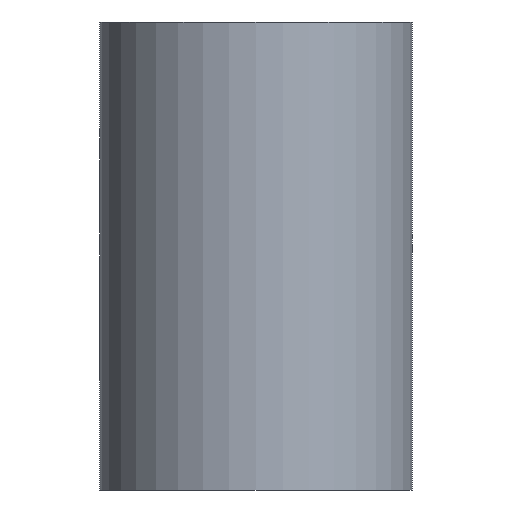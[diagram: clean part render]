
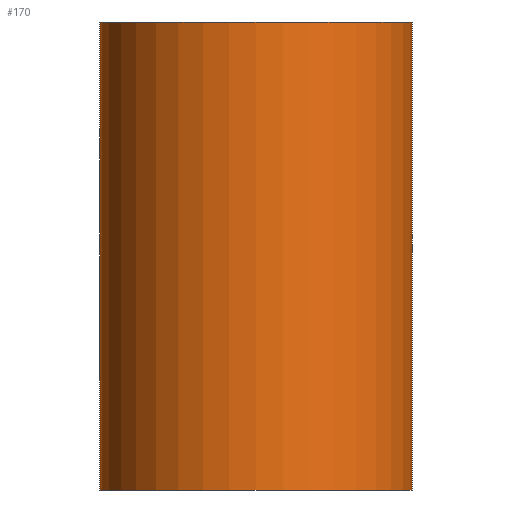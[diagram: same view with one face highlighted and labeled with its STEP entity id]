
A CAD part, front view. The second image highlights one B-rep face of the part: STEP entity #170.
In plain terms, the highlighted cylindrical face has radius 6.363 mm (diameter 12.725 mm), a partial arc.
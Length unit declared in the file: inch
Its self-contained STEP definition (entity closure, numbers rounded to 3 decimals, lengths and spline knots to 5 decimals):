
#1 = VERTEX_POINT ( 'NONE', #362 ) ;
#16 = DIRECTION ( 'NONE',  ( -1., 0., 0. ) ) ;
#31 = DIRECTION ( 'NONE',  ( 0., 0., -1. ) ) ;
#40 = VERTEX_POINT ( 'NONE', #327 ) ;
#46 = LINE ( 'NONE', #331, #142 ) ;
#66 = ORIENTED_EDGE ( 'NONE', *, *, #86, .T. ) ;
#69 = AXIS2_PLACEMENT_3D ( 'NONE', #540, #105, #541 ) ;
#74 = CIRCLE ( 'NONE', #69, 0.2505 ) ;
#78 = CARTESIAN_POINT ( 'NONE',  ( 0.2185, -0.7495, 0.375 ) ) ;
#86 = EDGE_CURVE ( 'NONE', #551, #207, #46, .T. ) ;
#105 = DIRECTION ( 'NONE',  ( 0., 0., -1. ) ) ;
#134 = LINE ( 'NONE', #78, #483 ) ;
#140 = ORIENTED_EDGE ( 'NONE', *, *, #441, .F. ) ;
#142 = VECTOR ( 'NONE', #236, 39.37008 ) ;
#152 = DIRECTION ( 'NONE',  ( 1., 0., 0. ) ) ;
#170 = ADVANCED_FACE ( 'NONE', ( #206 ), #533, .T. ) ;
#182 = EDGE_LOOP ( 'NONE', ( #140, #463, #444, #66 ) ) ;
#192 = DIRECTION ( 'NONE',  ( 0., 0., -1. ) ) ;
#206 = FACE_OUTER_BOUND ( 'NONE', #182, .T. ) ;
#207 = VERTEX_POINT ( 'NONE', #341 ) ;
#236 = DIRECTION ( 'NONE',  ( 0., 0., -1. ) ) ;
#246 = CARTESIAN_POINT ( 'NONE',  ( 0.2185, -1., 0.375 ) ) ;
#283 = CARTESIAN_POINT ( 'NONE',  ( 0.2185, -1., 0.375 ) ) ;
#327 = CARTESIAN_POINT ( 'NONE',  ( 0.2185, -0.7495, 0.375 ) ) ;
#331 = CARTESIAN_POINT ( 'NONE',  ( -0.032, -1., 0.375 ) ) ;
#334 = EDGE_CURVE ( 'NONE', #40, #1, #134, .T. ) ;
#341 = CARTESIAN_POINT ( 'NONE',  ( -0.032, -1., -0.375 ) ) ;
#350 = AXIS2_PLACEMENT_3D ( 'NONE', #246, #192, #16 ) ;
#356 = DIRECTION ( 'NONE',  ( 0., 0., -1. ) ) ;
#362 = CARTESIAN_POINT ( 'NONE',  ( 0.2185, -0.7495, -0.375 ) ) ;
#367 = CIRCLE ( 'NONE', #474, 0.2505 ) ;
#441 = EDGE_CURVE ( 'NONE', #1, #207, #74, .T. ) ;
#444 = ORIENTED_EDGE ( 'NONE', *, *, #553, .T. ) ;
#463 = ORIENTED_EDGE ( 'NONE', *, *, #334, .F. ) ;
#474 = AXIS2_PLACEMENT_3D ( 'NONE', #283, #356, #152 ) ;
#483 = VECTOR ( 'NONE', #31, 39.37008 ) ;
#533 = CYLINDRICAL_SURFACE ( 'NONE', #350, 0.2505 ) ;
#540 = CARTESIAN_POINT ( 'NONE',  ( 0.2185, -1., -0.375 ) ) ;
#541 = DIRECTION ( 'NONE',  ( 1., 0., 0. ) ) ;
#546 = CARTESIAN_POINT ( 'NONE',  ( -0.032, -1., 0.375 ) ) ;
#551 = VERTEX_POINT ( 'NONE', #546 ) ;
#553 = EDGE_CURVE ( 'NONE', #40, #551, #367, .T. ) ;
